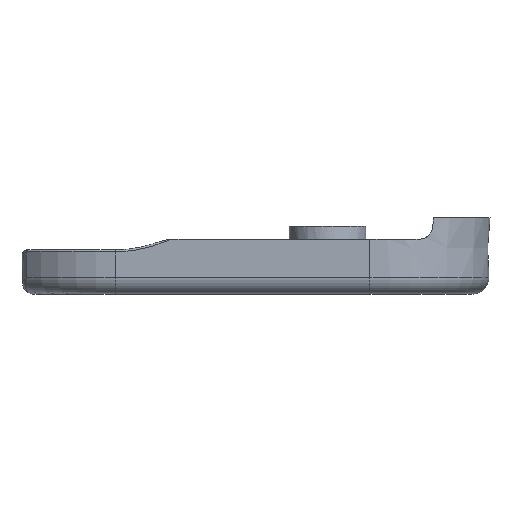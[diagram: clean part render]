
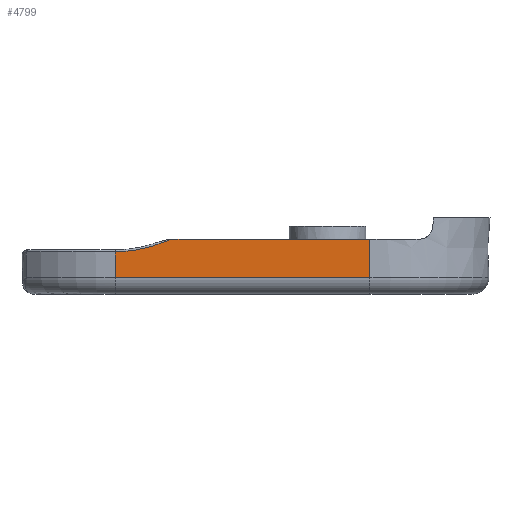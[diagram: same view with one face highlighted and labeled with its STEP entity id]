
A CAD part, front view. The second image highlights one B-rep face of the part: STEP entity #4799.
In plain terms, the highlighted planar face has unit normal (0, -1, -0.018).
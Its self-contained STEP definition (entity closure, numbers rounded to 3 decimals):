
#30=PLANE('',#5286);
#141=B_SPLINE_CURVE_WITH_KNOTS('',3,(#9691,#9692,#9693,#9694),
 .UNSPECIFIED.,.F.,.F.,(4,4),(8.579,8.79),
 .UNSPECIFIED.);
#142=B_SPLINE_CURVE_WITH_KNOTS('',3,(#9695,#9696,#9697,#9698,#9699,#9700,
#9701,#9702,#9703,#9704,#9705,#9706,#9707,#9708,#9709,#9710,#9711,#9712,
#9713,#9714,#9715,#9716,#9717,#9718,#9719,#9720,#9721,#9722,#9723,#9724,
#9725),.UNSPECIFIED.,.F.,.F.,(4,3,3,3,3,3,3,3,3,3,4),(0.,
0.002,0.003,0.003,0.005,
0.005,0.006,0.007,0.007,
0.011,0.013),.UNSPECIFIED.);
#306=LINE('',#8706,#547);
#336=LINE('',#9000,#577);
#373=LINE('',#9686,#614);
#374=LINE('',#9726,#615);
#547=VECTOR('',#6065,1000.);
#577=VECTOR('',#6141,1000.);
#614=VECTOR('',#6272,1000.);
#615=VECTOR('',#6279,1000.);
#885=FACE_OUTER_BOUND('',#1213,.T.);
#1213=EDGE_LOOP('',(#3440,#3441,#3442,#3443,#3444,#3445));
#2017=VERTEX_POINT('',#8653);
#2031=VERTEX_POINT('',#8704);
#2080=VERTEX_POINT('',#8998);
#2150=VERTEX_POINT('',#9684);
#2151=VERTEX_POINT('',#9685);
#2152=VERTEX_POINT('',#9690);
#2489=EDGE_CURVE('',#2031,#2017,#306,.T.);
#2543=EDGE_CURVE('',#2031,#2080,#336,.T.);
#2630=EDGE_CURVE('',#2150,#2151,#373,.T.);
#2633=EDGE_CURVE('',#2080,#2152,#141,.T.);
#2634=EDGE_CURVE('',#2152,#2150,#142,.T.);
#2635=EDGE_CURVE('',#2151,#2017,#374,.T.);
#3440=ORIENTED_EDGE('',*,*,#2633,.T.);
#3441=ORIENTED_EDGE('',*,*,#2634,.T.);
#3442=ORIENTED_EDGE('',*,*,#2630,.T.);
#3443=ORIENTED_EDGE('',*,*,#2635,.T.);
#3444=ORIENTED_EDGE('',*,*,#2489,.F.);
#3445=ORIENTED_EDGE('',*,*,#2543,.T.);
#4799=ADVANCED_FACE('',(#885),#30,.T.);
#5286=AXIS2_PLACEMENT_3D('',#9689,#6277,#6278);
#6065=DIRECTION('',(0.,0.017,-1.));
#6141=DIRECTION('',(-1.,0.,0.));
#6272=DIRECTION('',(0.,0.017,-1.));
#6277=DIRECTION('center_axis',(0.,-1.,-0.017));
#6278=DIRECTION('ref_axis',(0.,0.017,-1.));
#6279=DIRECTION('',(1.,0.,0.));
#8653=CARTESIAN_POINT('',(60.,-28.069,3.93));
#8704=CARTESIAN_POINT('',(60.,-28.227,13.));
#8706=CARTESIAN_POINT('',(60.,-28.,0.));
#8998=CARTESIAN_POINT('',(15.225,-28.227,13.));
#9000=CARTESIAN_POINT('',(0.,-28.227,13.));
#9684=CARTESIAN_POINT('',(0.,-28.174,9.958));
#9685=CARTESIAN_POINT('',(0.,-28.069,3.93));
#9686=CARTESIAN_POINT('',(0.,-28.,0.));
#9689=CARTESIAN_POINT('Origin',(0.,-28.,0.));
#9690=CARTESIAN_POINT('',(12.982,-28.225,12.898));
#9691=CARTESIAN_POINT('Ctrl Pts',(15.225,-28.227,13.));
#9692=CARTESIAN_POINT('Ctrl Pts',(14.518,-28.227,13.));
#9693=CARTESIAN_POINT('Ctrl Pts',(13.753,-28.226,12.965));
#9694=CARTESIAN_POINT('Ctrl Pts',(12.982,-28.225,12.898));
#9695=CARTESIAN_POINT('Ctrl Pts',(12.982,-28.225,12.898));
#9696=CARTESIAN_POINT('Ctrl Pts',(12.458,-28.221,12.672));
#9697=CARTESIAN_POINT('Ctrl Pts',(11.93,-28.217,12.456));
#9698=CARTESIAN_POINT('Ctrl Pts',(11.398,-28.214,12.25));
#9699=CARTESIAN_POINT('Ctrl Pts',(10.907,-28.211,12.06));
#9700=CARTESIAN_POINT('Ctrl Pts',(10.412,-28.207,11.88));
#9701=CARTESIAN_POINT('Ctrl Pts',(9.914,-28.204,11.709));
#9702=CARTESIAN_POINT('Ctrl Pts',(9.89,-28.204,11.701));
#9703=CARTESIAN_POINT('Ctrl Pts',(9.867,-28.204,11.693));
#9704=CARTESIAN_POINT('Ctrl Pts',(9.844,-28.204,11.685));
#9705=CARTESIAN_POINT('Ctrl Pts',(9.379,-28.201,11.527));
#9706=CARTESIAN_POINT('Ctrl Pts',(8.911,-28.199,11.378));
#9707=CARTESIAN_POINT('Ctrl Pts',(8.442,-28.196,11.238));
#9708=CARTESIAN_POINT('Ctrl Pts',(8.394,-28.196,11.224));
#9709=CARTESIAN_POINT('Ctrl Pts',(8.347,-28.196,11.21));
#9710=CARTESIAN_POINT('Ctrl Pts',(8.3,-28.195,11.197));
#9711=CARTESIAN_POINT('Ctrl Pts',(7.839,-28.193,11.062));
#9712=CARTESIAN_POINT('Ctrl Pts',(7.377,-28.191,10.937));
#9713=CARTESIAN_POINT('Ctrl Pts',(6.913,-28.189,10.823));
#9714=CARTESIAN_POINT('Ctrl Pts',(6.832,-28.189,10.803));
#9715=CARTESIAN_POINT('Ctrl Pts',(6.751,-28.188,10.784));
#9716=CARTESIAN_POINT('Ctrl Pts',(6.67,-28.188,10.764));
#9717=CARTESIAN_POINT('Ctrl Pts',(6.654,-28.188,10.76));
#9718=CARTESIAN_POINT('Ctrl Pts',(6.638,-28.188,10.757));
#9719=CARTESIAN_POINT('Ctrl Pts',(6.622,-28.188,10.753));
#9720=CARTESIAN_POINT('Ctrl Pts',(5.333,-28.182,10.448));
#9721=CARTESIAN_POINT('Ctrl Pts',(4.029,-28.178,10.224));
#9722=CARTESIAN_POINT('Ctrl Pts',(2.711,-28.176,10.093));
#9723=CARTESIAN_POINT('Ctrl Pts',(1.814,-28.175,10.004));
#9724=CARTESIAN_POINT('Ctrl Pts',(0.911,-28.174,9.958));
#9725=CARTESIAN_POINT('Ctrl Pts',(0.,-28.174,
9.958));
#9726=CARTESIAN_POINT('',(0.,-28.069,3.93));
